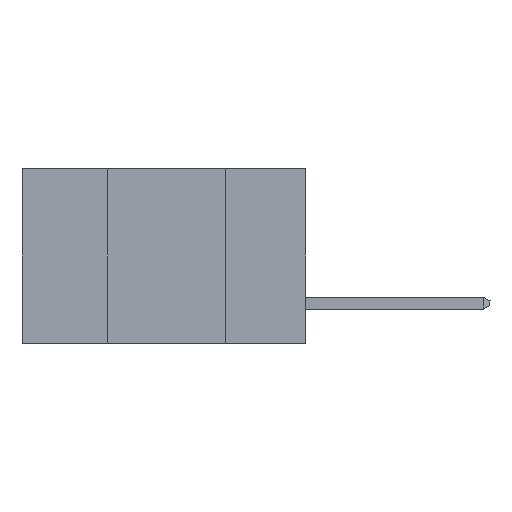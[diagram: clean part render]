
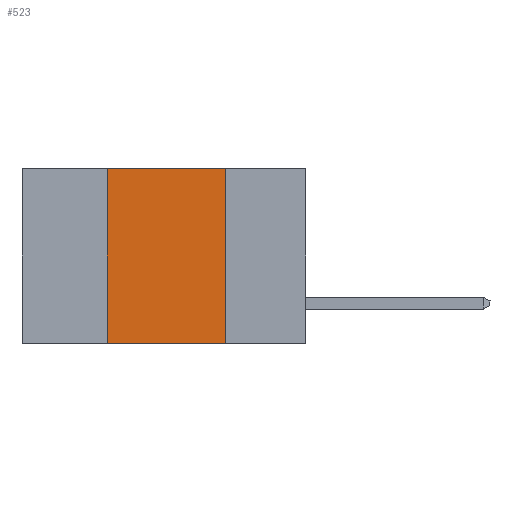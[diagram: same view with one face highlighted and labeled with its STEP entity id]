
A CAD part, left-side view. The second image highlights one B-rep face of the part: STEP entity #523.
In plain terms, the highlighted planar face has unit normal (-1, 0, 0).
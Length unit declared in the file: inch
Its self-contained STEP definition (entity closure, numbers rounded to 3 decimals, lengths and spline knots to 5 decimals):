
#108 = LINE ( 'NONE', #13723, #6629 ) ;
#523 = ADVANCED_FACE ( 'NONE', ( #7152 ), #802, .F. ) ;
#802 = PLANE ( 'NONE',  #9622 ) ;
#1093 = VECTOR ( 'NONE', #3644, 39.37008 ) ;
#1158 = EDGE_LOOP ( 'NONE', ( #10466, #3362, #8517, #8636 ) ) ;
#3356 = EDGE_CURVE ( 'NONE', #4775, #10212, #13681, .T. ) ;
#3362 = ORIENTED_EDGE ( 'NONE', *, *, #4358, .F. ) ;
#3644 = DIRECTION ( 'NONE',  ( 0., -1., 0. ) ) ;
#3767 = CARTESIAN_POINT ( 'NONE',  ( 0., 0.17, -0.37 ) ) ;
#4076 = DIRECTION ( 'NONE',  ( 0., 0., -1. ) ) ;
#4358 = EDGE_CURVE ( 'NONE', #4815, #4775, #12671, .T. ) ;
#4775 = VERTEX_POINT ( 'NONE', #10877 ) ;
#4782 = CARTESIAN_POINT ( 'NONE',  ( 0., 0.6, -0.37 ) ) ;
#4792 = CARTESIAN_POINT ( 'NONE',  ( 0., 0.42, 0. ) ) ;
#4815 = VERTEX_POINT ( 'NONE', #4792 ) ;
#5044 = VECTOR ( 'NONE', #8492, 39.37008 ) ;
#5083 = DIRECTION ( 'NONE',  ( 1., 0., 0. ) ) ;
#5336 = DIRECTION ( 'NONE',  ( 0., 0., -1. ) ) ;
#5491 = EDGE_CURVE ( 'NONE', #6955, #4815, #108, .T. ) ;
#6629 = VECTOR ( 'NONE', #10480, 39.37008 ) ;
#6955 = VERTEX_POINT ( 'NONE', #9185 ) ;
#7032 = EDGE_CURVE ( 'NONE', #6955, #10212, #11005, .T. ) ;
#7152 = FACE_OUTER_BOUND ( 'NONE', #1158, .T. ) ;
#7336 = CARTESIAN_POINT ( 'NONE',  ( 0., 0.17, -0.37 ) ) ;
#8492 = DIRECTION ( 'NONE',  ( 0., -1., 0. ) ) ;
#8517 = ORIENTED_EDGE ( 'NONE', *, *, #5491, .F. ) ;
#8636 = ORIENTED_EDGE ( 'NONE', *, *, #7032, .T. ) ;
#9185 = CARTESIAN_POINT ( 'NONE',  ( 0., 0.42, -0.37 ) ) ;
#9525 = CARTESIAN_POINT ( 'NONE',  ( 0., 0.6, 0. ) ) ;
#9622 = AXIS2_PLACEMENT_3D ( 'NONE', #13404, #5083, #4076 ) ;
#10212 = VERTEX_POINT ( 'NONE', #3767 ) ;
#10466 = ORIENTED_EDGE ( 'NONE', *, *, #3356, .F. ) ;
#10480 = DIRECTION ( 'NONE',  ( 0., 0., 1. ) ) ;
#10877 = CARTESIAN_POINT ( 'NONE',  ( 0., 0.17, 0. ) ) ;
#11005 = LINE ( 'NONE', #4782, #1093 ) ;
#12085 = VECTOR ( 'NONE', #5336, 39.37008 ) ;
#12671 = LINE ( 'NONE', #9525, #5044 ) ;
#13404 = CARTESIAN_POINT ( 'NONE',  ( 0., 0.6, 0. ) ) ;
#13681 = LINE ( 'NONE', #7336, #12085 ) ;
#13723 = CARTESIAN_POINT ( 'NONE',  ( 0., 0.42, -0.37 ) ) ;
